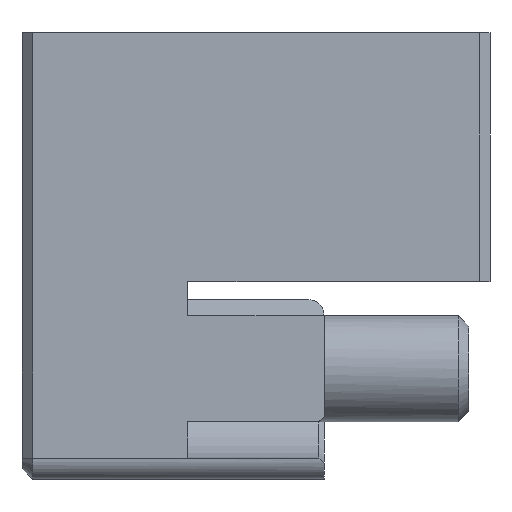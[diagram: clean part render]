
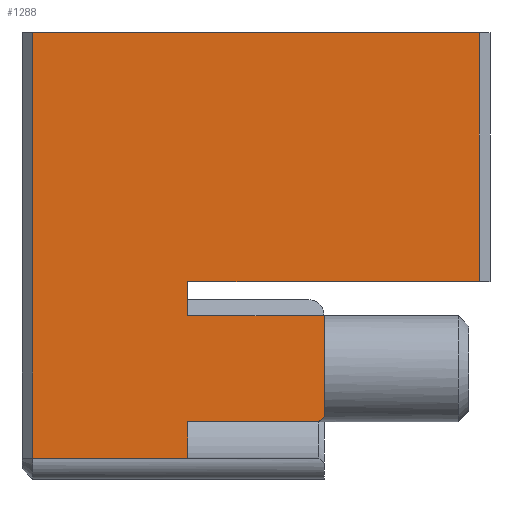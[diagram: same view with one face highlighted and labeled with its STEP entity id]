
A CAD part, front view. The second image highlights one B-rep face of the part: STEP entity #1288.
In plain terms, the highlighted planar face has unit normal (0, -1, 0).
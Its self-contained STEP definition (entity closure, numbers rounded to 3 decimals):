
#238 = VERTEX_POINT('',#239);
#239 = CARTESIAN_POINT('',(-10.5,-15.,0.));
#245 = EDGE_CURVE('',#238,#246,#248,.T.);
#246 = VERTEX_POINT('',#247);
#247 = CARTESIAN_POINT('',(10.5,-15.,0.));
#248 = LINE('',#249,#250);
#249 = CARTESIAN_POINT('',(-11.,-15.,0.));
#250 = VECTOR('',#251,1.);
#251 = DIRECTION('',(1.,0.,0.));
#439 = VERTEX_POINT('',#440);
#440 = CARTESIAN_POINT('',(10.5,-15.,-11.7));
#446 = EDGE_CURVE('',#439,#447,#449,.T.);
#447 = VERTEX_POINT('',#448);
#448 = CARTESIAN_POINT('',(-3.2,-15.,-11.7));
#449 = LINE('',#450,#451);
#450 = CARTESIAN_POINT('',(3.2,-15.,-11.7));
#451 = VECTOR('',#452,1.);
#452 = DIRECTION('',(-1.,0.,0.));
#1269 = VERTEX_POINT('',#1270);
#1270 = CARTESIAN_POINT('',(-10.5,-15.,-20.));
#1276 = EDGE_CURVE('',#1269,#238,#1277,.T.);
#1277 = LINE('',#1278,#1279);
#1278 = CARTESIAN_POINT('',(-10.5,-15.,-20.));
#1279 = VECTOR('',#1280,1.);
#1280 = DIRECTION('',(0.,0.,1.));
#1288 = ADVANCED_FACE('',(#1289),#1354,.F.);
#1289 = FACE_BOUND('',#1290,.F.);
#1290 = EDGE_LOOP('',(#1291,#1299,#1300,#1301,#1307,#1308,#1316,#1324,
    #1332,#1340,#1348));
#1291 = ORIENTED_EDGE('',*,*,#1292,.T.);
#1292 = EDGE_CURVE('',#1293,#1269,#1295,.T.);
#1293 = VERTEX_POINT('',#1294);
#1294 = CARTESIAN_POINT('',(-3.2,-15.,-20.));
#1295 = LINE('',#1296,#1297);
#1296 = CARTESIAN_POINT('',(3.2,-15.,-20.));
#1297 = VECTOR('',#1298,1.);
#1298 = DIRECTION('',(-1.,0.,0.));
#1299 = ORIENTED_EDGE('',*,*,#1276,.T.);
#1300 = ORIENTED_EDGE('',*,*,#245,.T.);
#1301 = ORIENTED_EDGE('',*,*,#1302,.T.);
#1302 = EDGE_CURVE('',#246,#439,#1303,.T.);
#1303 = LINE('',#1304,#1305);
#1304 = CARTESIAN_POINT('',(10.5,-15.,0.));
#1305 = VECTOR('',#1306,1.);
#1306 = DIRECTION('',(0.,0.,-1.));
#1307 = ORIENTED_EDGE('',*,*,#446,.T.);
#1308 = ORIENTED_EDGE('',*,*,#1309,.T.);
#1309 = EDGE_CURVE('',#447,#1310,#1312,.T.);
#1310 = VERTEX_POINT('',#1311);
#1311 = CARTESIAN_POINT('',(-3.2,-15.,-13.3));
#1312 = LINE('',#1313,#1314);
#1313 = CARTESIAN_POINT('',(-3.2,-15.,-11.7));
#1314 = VECTOR('',#1315,1.);
#1315 = DIRECTION('',(0.,0.,-1.));
#1316 = ORIENTED_EDGE('',*,*,#1317,.F.);
#1317 = EDGE_CURVE('',#1318,#1310,#1320,.T.);
#1318 = VERTEX_POINT('',#1319);
#1319 = CARTESIAN_POINT('',(3.2,-15.,-13.3));
#1320 = LINE('',#1321,#1322);
#1321 = CARTESIAN_POINT('',(3.2,-15.,-13.3));
#1322 = VECTOR('',#1323,1.);
#1323 = DIRECTION('',(-1.,0.,0.));
#1324 = ORIENTED_EDGE('',*,*,#1325,.T.);
#1325 = EDGE_CURVE('',#1318,#1326,#1328,.T.);
#1326 = VERTEX_POINT('',#1327);
#1327 = CARTESIAN_POINT('',(3.2,-15.,-18.06));
#1328 = LINE('',#1329,#1330);
#1329 = CARTESIAN_POINT('',(3.2,-15.,-11.7));
#1330 = VECTOR('',#1331,1.);
#1331 = DIRECTION('',(0.,0.,-1.));
#1332 = ORIENTED_EDGE('',*,*,#1333,.F.);
#1333 = EDGE_CURVE('',#1334,#1326,#1336,.T.);
#1334 = VERTEX_POINT('',#1335);
#1335 = CARTESIAN_POINT('',(2.96,-15.,-18.3));
#1336 = LINE('',#1337,#1338);
#1337 = CARTESIAN_POINT('',(4.23,-15.,-17.03));
#1338 = VECTOR('',#1339,1.);
#1339 = DIRECTION('',(0.707,0.,0.707));
#1340 = ORIENTED_EDGE('',*,*,#1341,.T.);
#1341 = EDGE_CURVE('',#1334,#1342,#1344,.T.);
#1342 = VERTEX_POINT('',#1343);
#1343 = CARTESIAN_POINT('',(-3.2,-15.,-18.3));
#1344 = LINE('',#1345,#1346);
#1345 = CARTESIAN_POINT('',(3.2,-15.,-18.3));
#1346 = VECTOR('',#1347,1.);
#1347 = DIRECTION('',(-1.,0.,0.));
#1348 = ORIENTED_EDGE('',*,*,#1349,.F.);
#1349 = EDGE_CURVE('',#1293,#1342,#1350,.T.);
#1350 = LINE('',#1351,#1352);
#1351 = CARTESIAN_POINT('',(-3.2,-15.,-20.));
#1352 = VECTOR('',#1353,1.);
#1353 = DIRECTION('',(0.,0.,1.));
#1354 = PLANE('',#1355);
#1355 = AXIS2_PLACEMENT_3D('',#1356,#1357,#1358);
#1356 = CARTESIAN_POINT('',(-0.843,-15.,-9.657));
#1357 = DIRECTION('',(0.,1.,0.));
#1358 = DIRECTION('',(0.,0.,1.));
